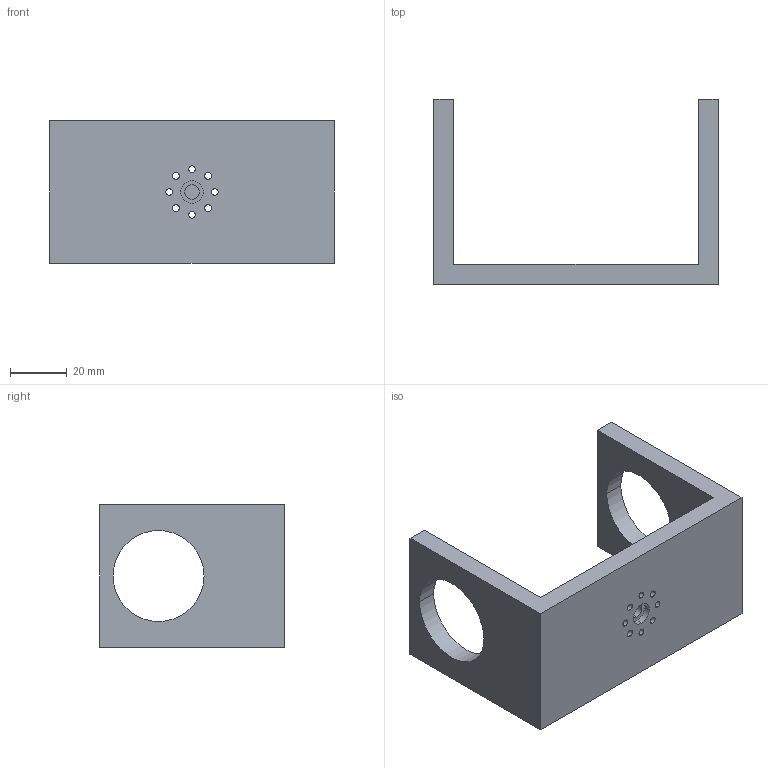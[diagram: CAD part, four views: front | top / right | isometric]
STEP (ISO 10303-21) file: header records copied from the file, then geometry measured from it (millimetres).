
FILE_DESCRIPTION (( 'STEP AP203' ), '1' );
FILE_NAME ('joint1_frame.STEP', '2021-11-11T02:51:35', ( '' ), ( '' ), 'SwSTEP 2.0', 'SolidWorks 2019', '' );
FILE_SCHEMA (( 'CONFIG_CONTROL_DESIGN' ));
Length unit declared in the file: millimetre
Products named in the file (1): joint1_frame
Bounding box: 100 x 65 x 50 mm (x, y, z)
Volume: 63735.6 mm3; surface area: 24072.3 mm2
Topology: 1 solids, 1 shells, 60 faces, 144 edges, 96 vertices
Faces by surface type: cylinder 40, plane 20
Entity records: 1905 total; most frequent: DIRECTION 346, CARTESIAN_POINT 301, ORIENTED_EDGE 288, EDGE_CURVE 144, AXIS2_PLACEMENT_3D 141, VERTEX_POINT 96, EDGE_LOOP 90, CIRCLE 80
